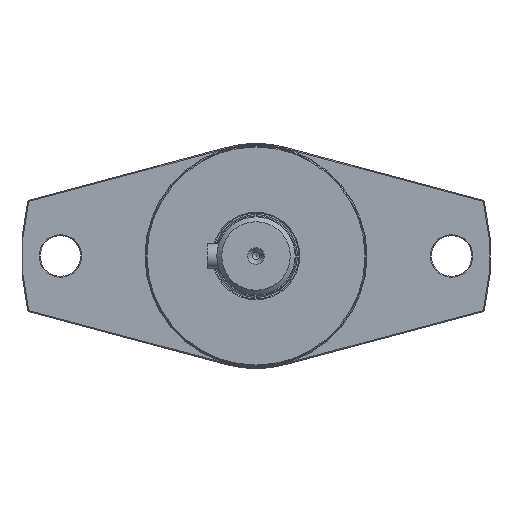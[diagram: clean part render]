
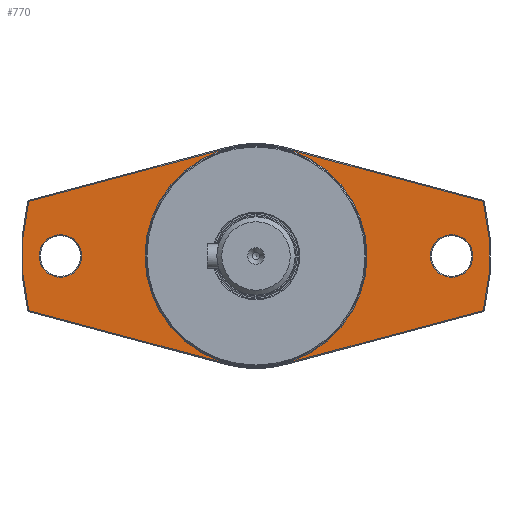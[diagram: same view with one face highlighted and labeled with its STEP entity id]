
A CAD part, left-side view. The second image highlights one B-rep face of the part: STEP entity #770.
In plain terms, the highlighted planar face has unit normal (-1, 0, 0).
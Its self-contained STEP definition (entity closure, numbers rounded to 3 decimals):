
#638=CARTESIAN_POINT('',(44.,22.7,0.));
#639=VERTEX_POINT('',#638);
#640=CARTESIAN_POINT('',(44.,0.,0.0));
#641=DIRECTION('',(-1.0,0.0,0.0));
#642=DIRECTION('',(0.0,-1.0,0.0));
#643=AXIS2_PLACEMENT_3D('',#640,#641,#642);
#644=CIRCLE('',#643,22.7);
#645=EDGE_CURVE('',#639,#639,#644,.T.);
#670=CARTESIAN_POINT('',(44.,35.25,0.0));
#671=DIRECTION('',(-1.0,0.0,0.0));
#672=DIRECTION('',(0.0,0.0,1.0));
#673=AXIS2_PLACEMENT_3D('',#670,#671,#672);
#674=PLANE('',#673);
#675=CARTESIAN_POINT('',(44.,46.481,-11.15));
#676=VERTEX_POINT('',#675);
#677=CARTESIAN_POINT('',(44.,46.481,11.15));
#678=VERTEX_POINT('',#677);
#679=CARTESIAN_POINT('',(44.,0.,0.0));
#680=DIRECTION('',(1.0,0.0,0.0));
#681=DIRECTION('',(0.0,1.0,0.0));
#682=AXIS2_PLACEMENT_3D('',#679,#680,#681);
#683=CIRCLE('',#682,47.8);
#684=EDGE_CURVE('',#676,#678,#683,.T.);
#685=ORIENTED_EDGE('',*,*,#684,.F.);
#686=CARTESIAN_POINT('',(44.,5.901,-22.023));
#687=VERTEX_POINT('',#686);
#688=CARTESIAN_POINT('',(44.,5.901,-22.023));
#689=DIRECTION('',(0.0,0.966,0.259));
#690=VECTOR('',#689,42.012);
#691=LINE('',#688,#690);
#692=EDGE_CURVE('',#687,#676,#691,.T.);
#693=ORIENTED_EDGE('',*,*,#692,.F.);
#694=CARTESIAN_POINT('',(44.,-5.901,-22.023));
#695=VERTEX_POINT('',#694);
#696=CARTESIAN_POINT('',(44.,0.,0.0));
#697=DIRECTION('',(1.0,0.0,0.0));
#698=DIRECTION('',(0.0,1.0,0.0));
#699=AXIS2_PLACEMENT_3D('',#696,#697,#698);
#700=CIRCLE('',#699,22.8);
#701=EDGE_CURVE('',#695,#687,#700,.T.);
#702=ORIENTED_EDGE('',*,*,#701,.F.);
#703=CARTESIAN_POINT('',(44.,-46.481,-11.15));
#704=VERTEX_POINT('',#703);
#705=CARTESIAN_POINT('',(44.,-46.481,-11.15));
#706=DIRECTION('',(0.,0.966,-0.259));
#707=VECTOR('',#706,42.012);
#708=LINE('',#705,#707);
#709=EDGE_CURVE('',#704,#695,#708,.T.);
#710=ORIENTED_EDGE('',*,*,#709,.F.);
#711=CARTESIAN_POINT('',(44.,-46.481,11.15));
#712=VERTEX_POINT('',#711);
#713=CARTESIAN_POINT('',(44.,0.,0.0));
#714=DIRECTION('',(1.0,0.0,0.0));
#715=DIRECTION('',(0.0,-1.0,0.0));
#716=AXIS2_PLACEMENT_3D('',#713,#714,#715);
#717=CIRCLE('',#716,47.8);
#718=EDGE_CURVE('',#712,#704,#717,.T.);
#719=ORIENTED_EDGE('',*,*,#718,.F.);
#720=CARTESIAN_POINT('',(44.,-5.901,22.023));
#721=VERTEX_POINT('',#720);
#722=CARTESIAN_POINT('',(44.,-5.901,22.023));
#723=DIRECTION('',(0.,-0.966,-0.259));
#724=VECTOR('',#723,42.012);
#725=LINE('',#722,#724);
#726=EDGE_CURVE('',#721,#712,#725,.T.);
#727=ORIENTED_EDGE('',*,*,#726,.F.);
#728=CARTESIAN_POINT('',(44.,5.901,22.023));
#729=VERTEX_POINT('',#728);
#730=CARTESIAN_POINT('',(44.,0.,0.0));
#731=DIRECTION('',(1.0,0.0,0.0));
#732=DIRECTION('',(0.0,1.0,0.0));
#733=AXIS2_PLACEMENT_3D('',#730,#731,#732);
#734=CIRCLE('',#733,22.8);
#735=EDGE_CURVE('',#729,#721,#734,.T.);
#736=ORIENTED_EDGE('',*,*,#735,.F.);
#737=CARTESIAN_POINT('',(44.,46.481,11.15));
#738=DIRECTION('',(0.,-0.966,0.259));
#739=VECTOR('',#738,42.012);
#740=LINE('',#737,#739);
#741=EDGE_CURVE('',#678,#729,#740,.T.);
#742=ORIENTED_EDGE('',*,*,#741,.F.);
#743=EDGE_LOOP('',(#685,#693,#702,#710,#719,#727,#736,#742));
#744=FACE_OUTER_BOUND('',#743,.T.);
#745=CARTESIAN_POINT('',(44.,-40.,4.35));
#746=VERTEX_POINT('',#745);
#747=CARTESIAN_POINT('',(44.,-40.,0.));
#748=DIRECTION('',(-1.0,0.0,0.0));
#749=DIRECTION('',(0.0,0.0,-1.0));
#750=AXIS2_PLACEMENT_3D('',#747,#748,#749);
#751=CIRCLE('',#750,4.35);
#752=EDGE_CURVE('',#746,#746,#751,.T.);
#753=ORIENTED_EDGE('',*,*,#752,.F.);
#754=EDGE_LOOP('',(#753));
#755=FACE_BOUND('',#754,.T.);
#756=CARTESIAN_POINT('',(44.,40.,4.35));
#757=VERTEX_POINT('',#756);
#758=CARTESIAN_POINT('',(44.,40.,0.));
#759=DIRECTION('',(-1.0,0.0,0.0));
#760=DIRECTION('',(0.0,0.0,-1.0));
#761=AXIS2_PLACEMENT_3D('',#758,#759,#760);
#762=CIRCLE('',#761,4.35);
#763=EDGE_CURVE('',#757,#757,#762,.T.);
#764=ORIENTED_EDGE('',*,*,#763,.F.);
#765=EDGE_LOOP('',(#764));
#766=FACE_BOUND('',#765,.T.);
#767=ORIENTED_EDGE('',*,*,#645,.F.);
#768=EDGE_LOOP('',(#767));
#769=FACE_BOUND('',#768,.T.);
#770=ADVANCED_FACE('',(#744,#755,#766,#769),#674,.T.);
